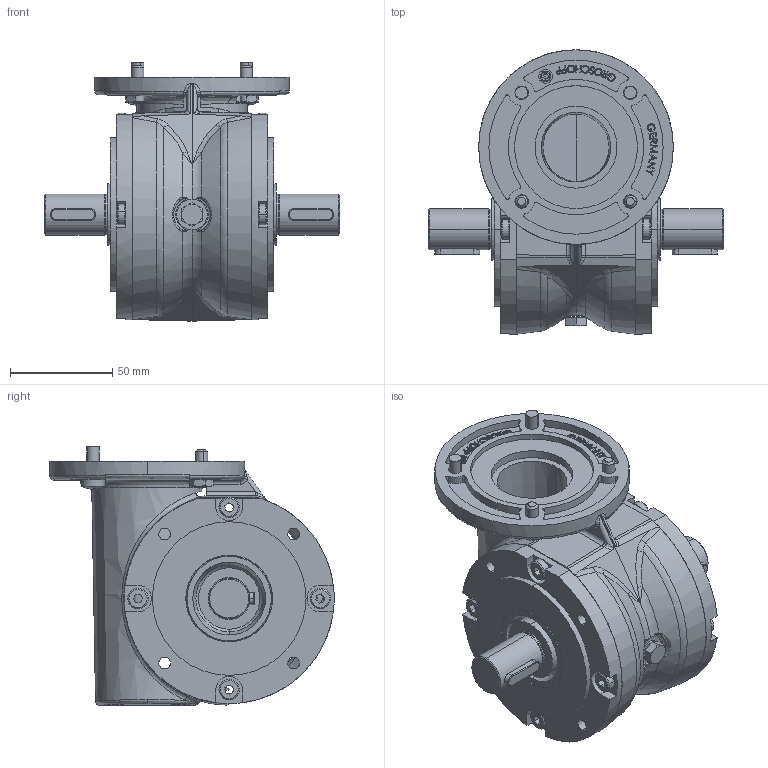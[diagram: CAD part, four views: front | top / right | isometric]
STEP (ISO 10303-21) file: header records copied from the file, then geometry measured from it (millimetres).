
FILE_DESCRIPTION (( 'STEP AP203' ), '1' );
FILE_NAME ('VE40-D-B.STEP', '2014-02-27T14:04:08', ( 'kob' ), ( 'Microsoft' ), 'SwSTEP 2.0', 'SolidWorks 2012', '' );
FILE_SCHEMA (( 'CONFIG_CONTROL_DESIGN' ));
Length unit declared in the file: millimetre
Products named in the file (1): VE40-D-B
Bounding box: 144 x 138.7 x 126.01 mm (x, y, z)
Surface area: 97168.3 mm2 (no closed solid volume)
Topology: 0 solids, 27 shells, 692 faces, 2134 edges, 1451 vertices
Faces by surface type: plane 277, cylinder 158, bspline 124, cone 95, torus 34, sphere 4
Entity records: 32519 total; most frequent: CARTESIAN_POINT 14484, ORIENTED_EDGE 3641, DIRECTION 3452, EDGE_CURVE 2130, VERTEX_POINT 1451, AXIS2_PLACEMENT_3D 1232, LINE 988, VECTOR 988
